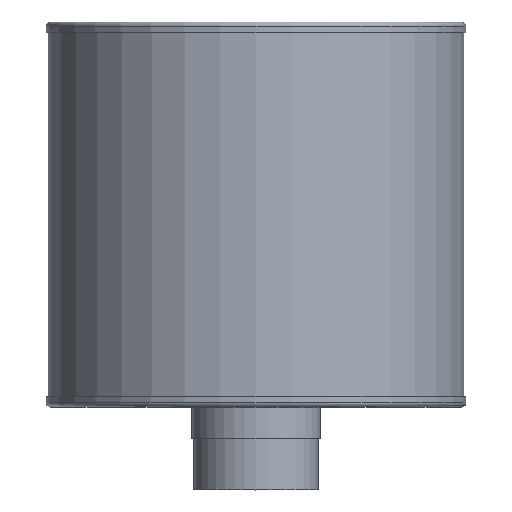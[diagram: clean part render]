
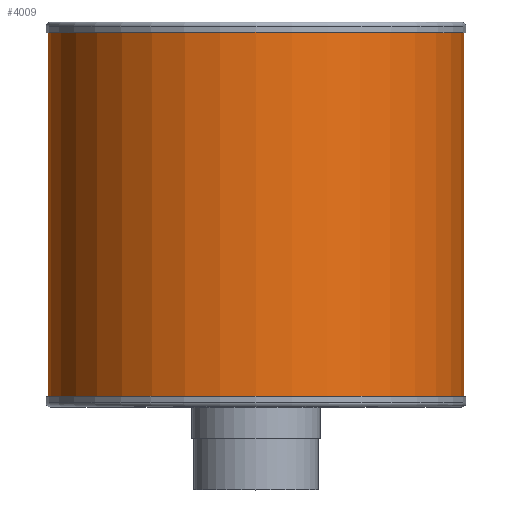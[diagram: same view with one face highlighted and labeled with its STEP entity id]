
A CAD part, top view. The second image highlights one B-rep face of the part: STEP entity #4009.
In plain terms, the highlighted cylindrical face has radius 100.5 mm (diameter 201 mm), a full revolution.
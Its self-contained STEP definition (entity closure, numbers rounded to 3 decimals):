
#24=CYLINDRICAL_SURFACE('',#4176,100.5);
#59=FACE_BOUND('',#649,.T.);
#84=CIRCLE('',#4175,100.5);
#85=CIRCLE('',#4177,100.5);
#394=FACE_OUTER_BOUND('',#648,.T.);
#648=EDGE_LOOP('',(#3651));
#649=EDGE_LOOP('',(#3652));
#1962=VERTEX_POINT('',#7492);
#1963=VERTEX_POINT('',#7495);
#2527=EDGE_CURVE('',#1962,#1962,#84,.T.);
#2528=EDGE_CURVE('',#1963,#1963,#85,.T.);
#3651=ORIENTED_EDGE('',*,*,#2527,.T.);
#3652=ORIENTED_EDGE('',*,*,#2528,.F.);
#4009=ADVANCED_FACE('',(#394,#59),#24,.T.);
#4175=AXIS2_PLACEMENT_3D('',#7493,#4889,#4890);
#4176=AXIS2_PLACEMENT_3D('',#7494,#4891,#4892);
#4177=AXIS2_PLACEMENT_3D('',#7496,#4893,#4894);
#4889=DIRECTION('center_axis',(0.,-1.,0.));
#4890=DIRECTION('ref_axis',(1.,0.,0.));
#4891=DIRECTION('center_axis',(0.,-1.,0.));
#4892=DIRECTION('ref_axis',(1.,0.,0.));
#4893=DIRECTION('center_axis',(0.,-1.,0.));
#4894=DIRECTION('ref_axis',(1.,0.,0.));
#7492=CARTESIAN_POINT('',(100.5,186.971,0.));
#7493=CARTESIAN_POINT('Origin',(0.,186.971,0.));
#7494=CARTESIAN_POINT('Origin',(0.,98.971,0.));
#7495=CARTESIAN_POINT('',(100.5,10.971,0.));
#7496=CARTESIAN_POINT('Origin',(0.,10.971,0.));
